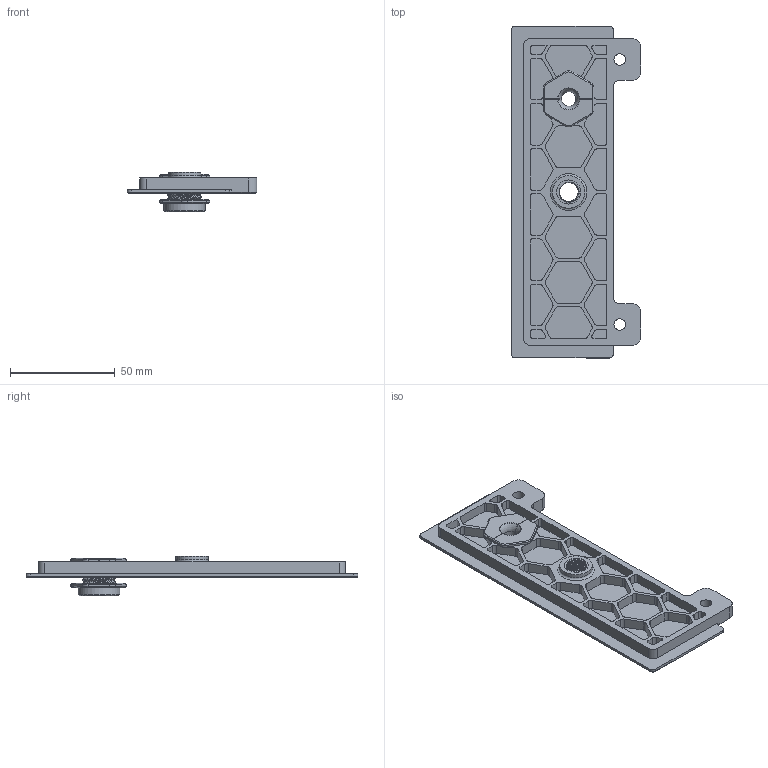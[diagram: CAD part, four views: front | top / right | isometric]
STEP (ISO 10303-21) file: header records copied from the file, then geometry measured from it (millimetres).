
FILE_DESCRIPTION(/* description */ (''),/* implementation_level */ '2;1');
FILE_NAME(/* name */ 'Exhaust v4 v1.step',/* time_stamp */ '2024-07-08T23:50:59+02:00',/* author */ (''),/* organization */ (''),/* preprocessor_version */ 'ST-DEVELOPER v20',/* originating_system */ 'Autodesk Translation Framework v13.14.0.145',/* authorisation */ '');
FILE_SCHEMA (('AUTOMOTIVE_DESIGN { 1 0 10303 214 3 1 1 }'));
Length unit declared in the file: millimetre
Products named in the file (4): Exhaust v4; Exhaust_Cover_w-CNlinko; Passthrough; Nut
Assembly tree (3 placements, depth 2):
  Exhaust v4
    Exhaust_Cover_w-CNlinko
    Passthrough
    Nut
Bounding box: 61.8 x 158.6 x 18.99 mm (x, y, z)
Volume: 35830.4 mm3; surface area: 28741.2 mm2
Topology: 4 solids, 4 shells, 507 faces, 1363 edges, 888 vertices
Faces by surface type: plane 213, cylinder 198, cone 51, bspline 36, torus 9
Full cylindrical faces by diameter (mm): 5.5 x2, 9.1 x9, 9.928 x10, 11.5 x1, 15.2 x2, 15.5 x1, 16 x1, 16.2 x1, 20 x1
Entity records: 31727 total; most frequent: CARTESIAN_POINT 19123, ORIENTED_EDGE 2726, DIRECTION 2447, EDGE_CURVE 1363, VERTEX_POINT 888, AXIS2_PLACEMENT_3D 839, LINE 769, VECTOR 769
